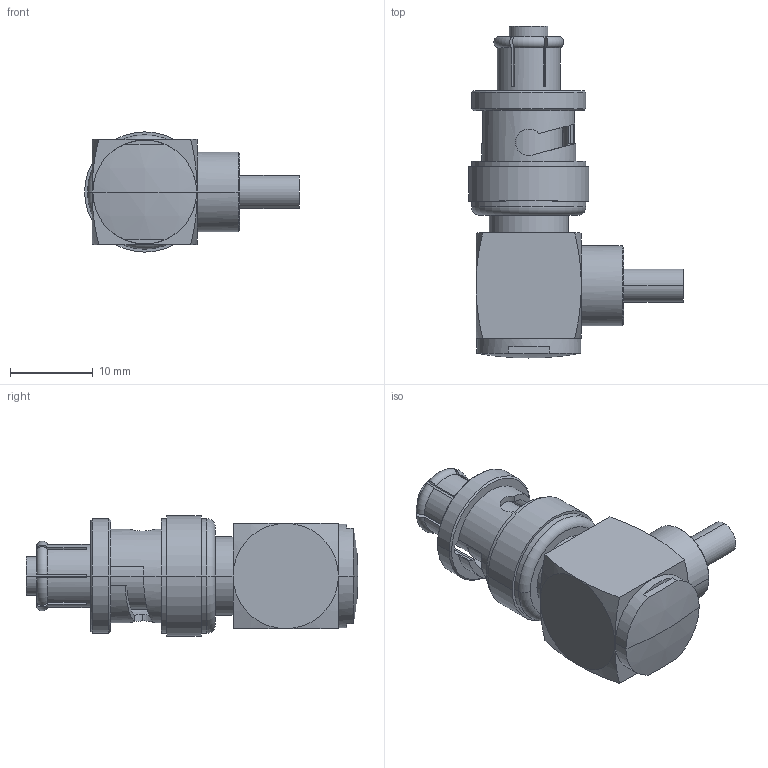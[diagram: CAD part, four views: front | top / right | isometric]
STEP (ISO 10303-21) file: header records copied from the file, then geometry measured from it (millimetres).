
FILE_DESCRIPTION (( 'STEP AP203' ), '1' );
FILE_NAME ('FMCN45848_3D.STEP', '2022-09-15T23:58:56', ( '' ), ( '' ), 'SwSTEP 2.0', 'SolidWorks 2021', '' );
FILE_SCHEMA (( 'CONFIG_CONTROL_DESIGN' ));
Length unit declared in the file: inch
Products named in the file (4): FMCN45848_3D; Copy of PE45848-3_FERRULE^FMCN45848; Copy of PE45848-2_CAP^FMCN45848; Copy of PE45848-1^FMCN45848
Assembly tree (3 placements, depth 2):
  FMCN45848_3D
    Copy of PE45848-1^FMCN45848
    Copy of PE45848-2_CAP^FMCN45848
    Copy of PE45848-3_FERRULE^FMCN45848
Bounding box: 25.9 x 40.01 x 14.5 mm (x, y, z)
Volume: 4062.4 mm3; surface area: 4400.3 mm2
Topology: 3 solids, 3 shells, 176 faces, 437 edges, 281 vertices
Faces by surface type: plane 73, cylinder 56, cone 27, torus 10, sphere 10
Entity records: 6488 total; most frequent: CARTESIAN_POINT 1801, DIRECTION 941, ORIENTED_EDGE 874, EDGE_CURVE 437, AXIS2_PLACEMENT_3D 386, VERTEX_POINT 281, CIRCLE 204, EDGE_LOOP 198
